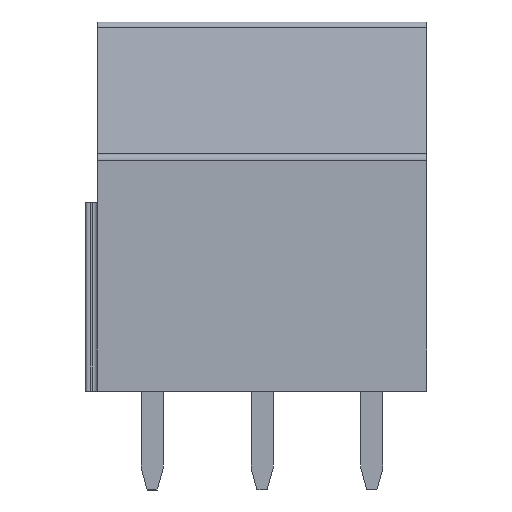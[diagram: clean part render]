
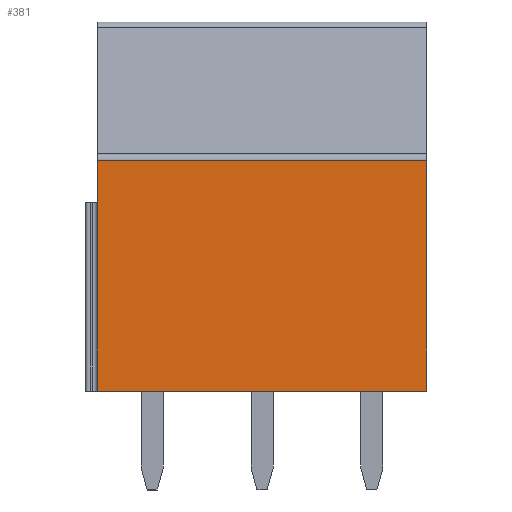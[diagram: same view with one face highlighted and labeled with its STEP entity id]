
A CAD part, front view. The second image highlights one B-rep face of the part: STEP entity #381.
In plain terms, the highlighted planar face has unit normal (0, -1, 0).
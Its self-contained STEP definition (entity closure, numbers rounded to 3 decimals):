
#381 = ADVANCED_FACE( '', ( #811 ), #812, .T. );
#811 = FACE_OUTER_BOUND( '', #1280, .T. );
#812 = PLANE( '', #1281 );
#1280 = EDGE_LOOP( '', ( #2321, #2322, #2323, #2324 ) );
#1281 = AXIS2_PLACEMENT_3D( '', #2325, #2326, #2327 );
#2321 = ORIENTED_EDGE( '', *, *, #3007, .T. );
#2322 = ORIENTED_EDGE( '', *, *, #3025, .T. );
#2323 = ORIENTED_EDGE( '', *, *, #3156, .T. );
#2324 = ORIENTED_EDGE( '', *, *, #2761, .T. );
#2325 = CARTESIAN_POINT( '', ( 222.987, 32.148, 5.1 ) );
#2326 = DIRECTION( '', ( 0., -1., 0. ) );
#2327 = DIRECTION( '', ( 0., 0., 1. ) );
#2761 = EDGE_CURVE( '', #3309, #3307, #3310, .T. );
#3007 = EDGE_CURVE( '', #3307, #3708, #3710, .T. );
#3025 = EDGE_CURVE( '', #3708, #3733, #3735, .T. );
#3156 = EDGE_CURVE( '', #3733, #3309, #3911, .T. );
#3307 = VERTEX_POINT( '', #4091 );
#3309 = VERTEX_POINT( '', #4093 );
#3310 = LINE( '', #4094, #4095 );
#3708 = VERTEX_POINT( '', #4658 );
#3710 = LINE( '', #4660, #4661 );
#3733 = VERTEX_POINT( '', #4693 );
#3735 = LINE( '', #4696, #4697 );
#3911 = LINE( '', #4942, #4943 );
#4091 = CARTESIAN_POINT( '', ( 229.737, 32.148, 10.5 ) );
#4093 = CARTESIAN_POINT( '', ( 229.737, 32.148, 0. ) );
#4094 = CARTESIAN_POINT( '', ( 229.737, 32.148, 5.1 ) );
#4095 = VECTOR( '', #5118, 1000. );
#4658 = CARTESIAN_POINT( '', ( 214.737, 32.148, 10.5 ) );
#4660 = CARTESIAN_POINT( '', ( 234.737, 32.148, 10.5 ) );
#4661 = VECTOR( '', #5366, 1000. );
#4693 = CARTESIAN_POINT( '', ( 214.737, 32.148, 0. ) );
#4696 = CARTESIAN_POINT( '', ( 214.737, 32.148, 5.1 ) );
#4697 = VECTOR( '', #5383, 1000. );
#4942 = CARTESIAN_POINT( '', ( 219.737, 32.148, 0. ) );
#4943 = VECTOR( '', #5510, 1000. );
#5118 = DIRECTION( '', ( 0., 0., 1. ) );
#5366 = DIRECTION( '', ( -1., 0., 0. ) );
#5383 = DIRECTION( '', ( 0., 0., -1. ) );
#5510 = DIRECTION( '', ( 1., 0., 0. ) );
